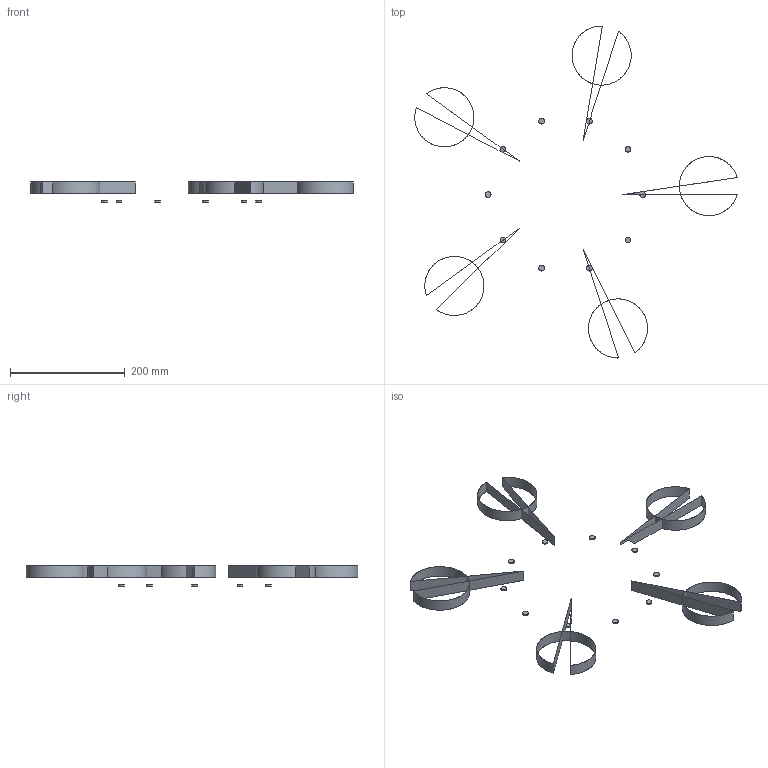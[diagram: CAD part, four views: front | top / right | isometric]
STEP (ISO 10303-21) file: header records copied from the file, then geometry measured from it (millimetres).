
FILE_DESCRIPTION(('Open CASCADE Model'),'2;1');
FILE_NAME('Open CASCADE Shape Model','2024-05-27T13:10:44',('Author'),( 'Open CASCADE'),'Open CASCADE STEP processor 7.7','Open CASCADE 7.7' ,'Unknown');
FILE_SCHEMA(('AUTOMOTIVE_DESIGN { 1 0 10303 214 1 1 1 1 }'));
Length unit declared in the file: millimetre
Products named in the file (16): Open CASCADE STEP translator 7.7 71; Open CASCADE STEP translator 7.7 71.1; Open CASCADE STEP translator 7.7 71.2; Open CASCADE STEP translator 7.7 71.3; Open CASCADE STEP translator 7.7 71.4; Open CASCADE STEP translator 7.7 71.5; Open CASCADE STEP translator 7.7 71.6; Open CASCADE STEP translator 7.7 71.7; Open CASCADE STEP translator 7.7 71.8; Open CASCADE STEP translator 7.7 71.9; Open CASCADE STEP translator 7.7 71.10; Open CASCADE STEP translator 7.7 71.11; Open CASCADE STEP translator 7.7 71.12; Open CASCADE STEP translator 7.7 71.13; Open CASCADE STEP translator 7.7 71.14; Open CASCADE STEP translator 7.7 71.15
Assembly tree (15 placements, depth 2):
  Open CASCADE STEP translator 7.7 71
    Open CASCADE STEP translator 7.7 71.1
    Open CASCADE STEP translator 7.7 71.2
    Open CASCADE STEP translator 7.7 71.3
    Open CASCADE STEP translator 7.7 71.4
    Open CASCADE STEP translator 7.7 71.5
    Open CASCADE STEP translator 7.7 71.6
    Open CASCADE STEP translator 7.7 71.7
    Open CASCADE STEP translator 7.7 71.8
    Open CASCADE STEP translator 7.7 71.9
    Open CASCADE STEP translator 7.7 71.10
    Open CASCADE STEP translator 7.7 71.11
    Open CASCADE STEP translator 7.7 71.12
    Open CASCADE STEP translator 7.7 71.13
    Open CASCADE STEP translator 7.7 71.14
    Open CASCADE STEP translator 7.7 71.15
Bounding box: 563.18 x 579.92 x 35 mm (x, y, z)
Volume: 534537 mm3; surface area: 124392.1 mm2
Topology: 15 solids, 15 shells, 57 faces, 81 edges, 54 vertices
Faces by surface type: plane 41, cylinder 15, cone 1
Full cylindrical faces by diameter (mm): 10 x10
Entity records: 2531 total; most frequent: DIRECTION 412, CARTESIAN_POINT 390, LINE 169, VECTOR 169, ORIENTED_EDGE 162, PCURVE 162, DEFINITIONAL_REPRESENTATION 162, AXIS2_PLACEMENT_3D 106
